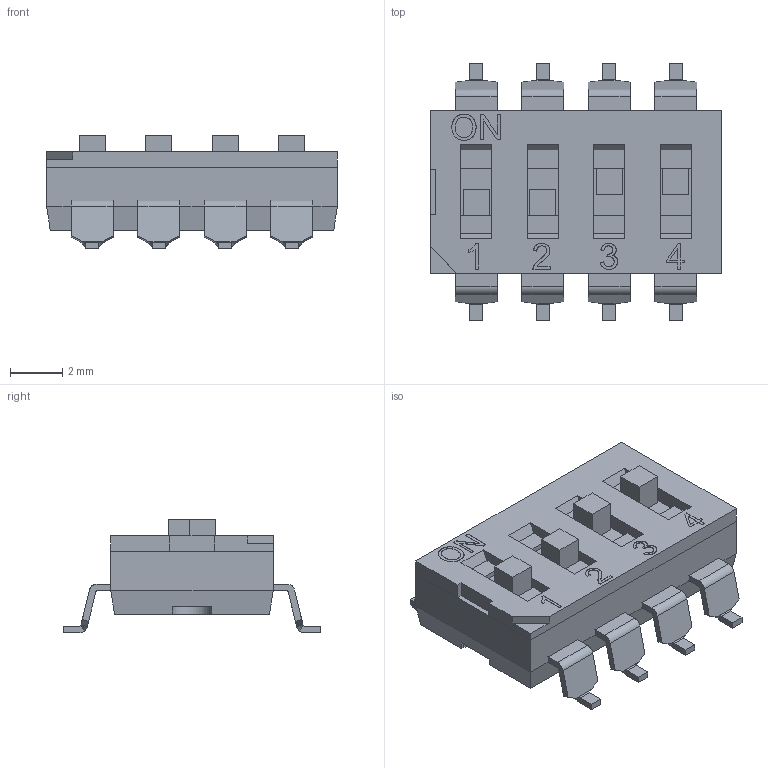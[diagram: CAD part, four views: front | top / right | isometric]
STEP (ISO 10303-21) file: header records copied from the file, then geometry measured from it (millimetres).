
FILE_DESCRIPTION(/* description */ (''),/* implementation_level */ '2;1');
FILE_NAME(/* name */ 'DIPSWI~1',/* time_stamp */ '2017-04-03T12:16:20+02:00',/* author */ (''),/* organization */ (''),/* preprocessor_version */ 'ST-DEVELOPER v15',/* originating_system */ '',/* authorisation */ '');
FILE_SCHEMA (('AUTOMOTIVE_DESIGN'));
Length unit declared in the file: millimetre
Products named in the file (1): Document
Bounding box: 11.1 x 9.8 x 4.32 mm (x, y, z)
Volume: 132.4 mm3; surface area: 781.4 mm2
Topology: 17 solids, 26 shells, 783 faces, 2204 edges, 1462 vertices
Faces by surface type: plane 570, bspline 213
Entity records: 25892 total; most frequent: CARTESIAN_POINT 11754, ORIENTED_EDGE 4310, EDGE_CURVE 2204, B_SPLINE_CURVE_WITH_KNOTS 1653, VERTEX_POINT 1462, EDGE_LOOP 837, ADVANCED_FACE 783, FACE_OUTER_BOUND 783
